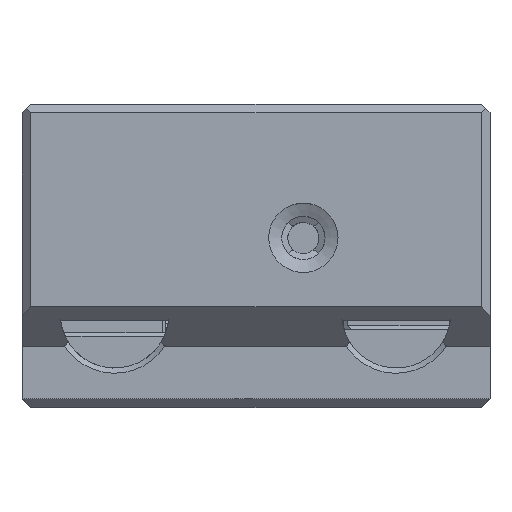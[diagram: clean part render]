
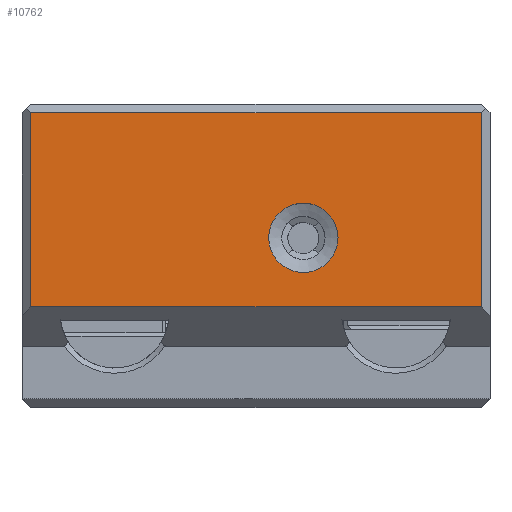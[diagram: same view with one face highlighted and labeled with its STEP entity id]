
A CAD part, top view. The second image highlights one B-rep face of the part: STEP entity #10762.
In plain terms, the highlighted planar face has unit normal (0, 0, 1).
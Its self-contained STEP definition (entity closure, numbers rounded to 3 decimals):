
#101=FACE_BOUND('',#3820,.T.);
#273=PLANE('',#11580);
#1408=LINE('',#20851,#2272);
#1431=LINE('',#20932,#2295);
#1436=LINE('',#20941,#2300);
#1437=LINE('',#20942,#2301);
#2272=VECTOR('',#13403,10.);
#2295=VECTOR('',#13466,10.);
#2300=VECTOR('',#13473,10.);
#2301=VECTOR('',#13474,10.);
#3183=FACE_OUTER_BOUND('',#3819,.T.);
#3819=EDGE_LOOP('',(#8897,#8898,#8899,#8900));
#3820=EDGE_LOOP('',(#8901));
#4326=CIRCLE('',#11581,2.);
#4986=VERTEX_POINT('',#20848);
#4987=VERTEX_POINT('',#20850);
#5018=VERTEX_POINT('',#20929);
#5019=VERTEX_POINT('',#20931);
#5023=VERTEX_POINT('',#20943);
#6341=EDGE_CURVE('',#4986,#4987,#1408,.T.);
#6380=EDGE_CURVE('',#5018,#5019,#1431,.T.);
#6385=EDGE_CURVE('',#4987,#5018,#1436,.T.);
#6386=EDGE_CURVE('',#5019,#4986,#1437,.T.);
#6387=EDGE_CURVE('',#5023,#5023,#4326,.T.);
#8897=ORIENTED_EDGE('',*,*,#6380,.F.);
#8898=ORIENTED_EDGE('',*,*,#6385,.F.);
#8899=ORIENTED_EDGE('',*,*,#6341,.F.);
#8900=ORIENTED_EDGE('',*,*,#6386,.F.);
#8901=ORIENTED_EDGE('',*,*,#6387,.T.);
#10762=ADVANCED_FACE('',(#3183,#101),#273,.T.);
#11580=AXIS2_PLACEMENT_3D('',#20940,#13471,#13472);
#11581=AXIS2_PLACEMENT_3D('',#20944,#13475,#13476);
#13403=DIRECTION('',(-1.,0.,0.));
#13466=DIRECTION('',(1.,0.,0.));
#13471=DIRECTION('center_axis',(0.,0.,1.));
#13472=DIRECTION('ref_axis',(1.,0.,0.));
#13473=DIRECTION('',(0.,1.,0.));
#13474=DIRECTION('',(0.,-1.,0.));
#13475=DIRECTION('center_axis',(0.,0.,-1.));
#13476=DIRECTION('ref_axis',(-1.,0.,0.));
#20848=CARTESIAN_POINT('',(28.628,-17.3,11.8));
#20850=CARTESIAN_POINT('',(2.627,-17.3,11.8));
#20851=CARTESIAN_POINT('',(22.377,-17.3,11.8));
#20929=CARTESIAN_POINT('',(2.627,-6.1,11.8));
#20931=CARTESIAN_POINT('',(28.628,-6.1,11.8));
#20932=CARTESIAN_POINT('',(22.378,-6.1,11.8));
#20940=CARTESIAN_POINT('Origin',(29.128,-5.6,11.8));
#20941=CARTESIAN_POINT('',(2.627,-5.6,11.8));
#20942=CARTESIAN_POINT('',(28.628,-5.6,11.8));
#20943=CARTESIAN_POINT('',(20.361,-13.316,11.8));
#20944=CARTESIAN_POINT('Origin',(18.361,-13.316,11.8));
